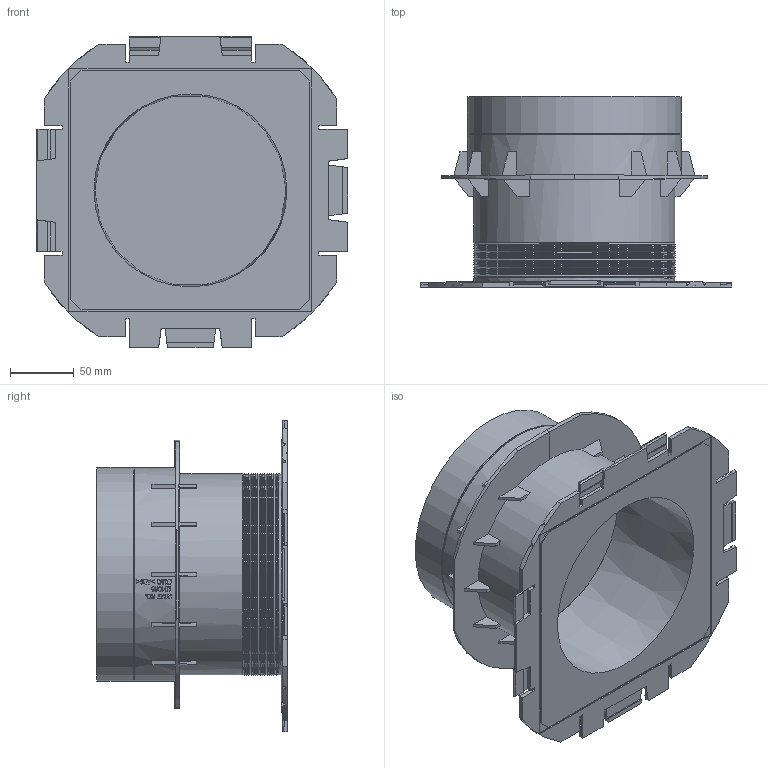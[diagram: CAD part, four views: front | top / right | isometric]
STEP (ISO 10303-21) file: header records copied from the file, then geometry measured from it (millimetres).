
FILE_DESCRIPTION(/* description */ (''),/* implementation_level */ '2;1');
FILE_NAME(/* name */ 'KOS 150_160 D=150.stp',/* time_stamp */ '2020-02-05T12:24:32+01:00',/* author */ ('se-henols'),/* organization */ (''),/* preprocessor_version */ 'ST-DEVELOPER v17.2',/* originating_system */ 'Autodesk Inventor 2019',/* authorisation */ '');
FILE_SCHEMA (('AUTOMOTIVE_DESIGN { 1 0 10303 214 3 1 1 }'));
Length unit declared in the file: millimetre
Products named in the file (2): Assembly1; Assembly1_Substitute_4
Assembly tree (1 placements, depth 2):
  Assembly1
    Assembly1_Substitute_4
Bounding box: 244.9 x 150 x 244.9 mm (x, y, z)
Volume: 541982.8 mm3; surface area: 306925.6 mm2
Topology: 1 solids, 1 shells, 532 faces, 1465 edges, 962 vertices
Faces by surface type: plane 375, bspline 84, cone 42, cylinder 31
Full cylindrical faces by diameter (mm): 158.3 x2, 167.3 x1, 168.3 x2
Entity records: 20192 total; most frequent: CARTESIAN_POINT 6401, ORIENTED_EDGE 2930, DIRECTION 2466, EDGE_CURVE 1465, LINE 984, VECTOR 984, VERTEX_POINT 962, AXIS2_PLACEMENT_3D 741
